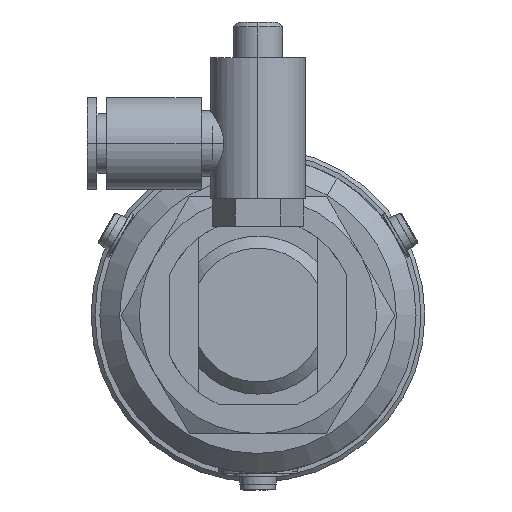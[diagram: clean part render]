
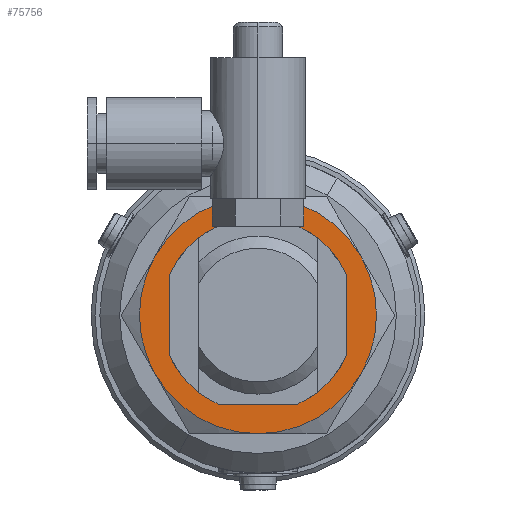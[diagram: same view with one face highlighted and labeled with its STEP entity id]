
A CAD part, front view. The second image highlights one B-rep face of the part: STEP entity #75756.
In plain terms, the highlighted face is planar.
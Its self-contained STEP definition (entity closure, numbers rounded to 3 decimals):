
#26 = ORIENTED_EDGE ( 'NONE', *, *, #63455, .F. ) ;
#4849 = DIRECTION ( 'NONE',  ( 0., 0., 1. ) ) ;
#6166 = CIRCLE ( 'NONE', #43754, 8. ) ;
#7497 = CARTESIAN_POINT ( 'NONE',  ( -12., 0., -8. ) ) ;
#8737 = VERTEX_POINT ( 'NONE', #7497 ) ;
#10958 = DIRECTION ( 'NONE',  ( 0., 0., -1. ) ) ;
#11552 = DIRECTION ( 'NONE',  ( 0., 0., 1. ) ) ;
#11920 = DIRECTION ( 'NONE',  ( 0., 0., 1. ) ) ;
#12899 = VERTEX_POINT ( 'NONE', #66860 ) ;
#12970 = ORIENTED_EDGE ( 'NONE', *, *, #86136, .F. ) ;
#17378 = AXIS2_PLACEMENT_3D ( 'NONE', #59090, #50951, #80448 ) ;
#19338 = CIRCLE ( 'NONE', #42522, 12. ) ;
#20572 = VERTEX_POINT ( 'NONE', #62717 ) ;
#21317 = CARTESIAN_POINT ( 'NONE',  ( 0., 0., -8. ) ) ;
#23081 = DIRECTION ( 'NONE',  ( -1., 0., 0. ) ) ;
#24456 = ORIENTED_EDGE ( 'NONE', *, *, #45839, .F. ) ;
#24526 = DIRECTION ( 'NONE',  ( -1., 0., 0. ) ) ;
#25911 = DIRECTION ( 'NONE',  ( -1., 0., 0. ) ) ;
#26708 = VERTEX_POINT ( 'NONE', #100644 ) ;
#28750 = EDGE_LOOP ( 'NONE', ( #63616, #26, #24456, #63936, #43572, #12970 ) ) ;
#29989 = ORIENTED_EDGE ( 'NONE', *, *, #56601, .T. ) ;
#31608 = DIRECTION ( 'NONE',  ( -1., 0., 0. ) ) ;
#34053 = CIRCLE ( 'NONE', #54210, 12. ) ;
#36812 = EDGE_CURVE ( 'NONE', #117273, #12899, #6166, .T. ) ;
#38133 = AXIS2_PLACEMENT_3D ( 'NONE', #45525, #123338, #25911 ) ;
#41746 = CARTESIAN_POINT ( 'NONE',  ( 0., 0., -8. ) ) ;
#42522 = AXIS2_PLACEMENT_3D ( 'NONE', #122781, #4849, #24526 ) ;
#42938 = EDGE_CURVE ( 'NONE', #125327, #93794, #19338, .T. ) ;
#43442 = FACE_BOUND ( 'NONE', #96965, .T. ) ;
#43572 = ORIENTED_EDGE ( 'NONE', *, *, #42938, .F. ) ;
#43754 = AXIS2_PLACEMENT_3D ( 'NONE', #52338, #122384, #121556 ) ;
#45525 = CARTESIAN_POINT ( 'NONE',  ( 0., 0., -8. ) ) ;
#45839 = EDGE_CURVE ( 'NONE', #46110, #26708, #84836, .T. ) ;
#46024 = CARTESIAN_POINT ( 'NONE',  ( -8., 0., -8. ) ) ;
#46110 = VERTEX_POINT ( 'NONE', #85795 ) ;
#49853 = CARTESIAN_POINT ( 'NONE',  ( 0., 13.856, -8. ) ) ;
#49880 = DIRECTION ( 'NONE',  ( -1., 0., 0. ) ) ;
#50951 = DIRECTION ( 'NONE',  ( 0., 0., 1. ) ) ;
#51589 = DIRECTION ( 'NONE',  ( 0., 0., 1. ) ) ;
#52338 = CARTESIAN_POINT ( 'NONE',  ( 0., 0., -8. ) ) ;
#54210 = AXIS2_PLACEMENT_3D ( 'NONE', #125848, #85291, #95110 ) ;
#56601 = EDGE_CURVE ( 'NONE', #12899, #117273, #59172, .T. ) ;
#59090 = CARTESIAN_POINT ( 'NONE',  ( 0., 0., -8. ) ) ;
#59172 = CIRCLE ( 'NONE', #38133, 8. ) ;
#59687 = AXIS2_PLACEMENT_3D ( 'NONE', #60694, #11552, #23081 ) ;
#60694 = CARTESIAN_POINT ( 'NONE',  ( 0., 0., -8. ) ) ;
#62717 = CARTESIAN_POINT ( 'NONE',  ( -6., -10.392, -8. ) ) ;
#63455 = EDGE_CURVE ( 'NONE', #26708, #8737, #78005, .T. ) ;
#63616 = ORIENTED_EDGE ( 'NONE', *, *, #120907, .F. ) ;
#63936 = ORIENTED_EDGE ( 'NONE', *, *, #93553, .F. ) ;
#66860 = CARTESIAN_POINT ( 'NONE',  ( 8., 0., -8. ) ) ;
#72223 = CARTESIAN_POINT ( 'NONE',  ( 6., -10.392, -8. ) ) ;
#75756 = ADVANCED_FACE ( 'NONE', ( #118173, #43442 ), #80193, .T. ) ;
#75774 = AXIS2_PLACEMENT_3D ( 'NONE', #41746, #51589, #49880 ) ;
#78005 = CIRCLE ( 'NONE', #86248, 12. ) ;
#80193 = PLANE ( 'NONE',  #90336 ) ;
#80448 = DIRECTION ( 'NONE',  ( 1., 0., 0. ) ) ;
#84836 = CIRCLE ( 'NONE', #59687, 12. ) ;
#85291 = DIRECTION ( 'NONE',  ( 0., 0., 1. ) ) ;
#85795 = CARTESIAN_POINT ( 'NONE',  ( 6., 10.392, -8. ) ) ;
#86136 = EDGE_CURVE ( 'NONE', #20572, #125327, #114327, .T. ) ;
#86248 = AXIS2_PLACEMENT_3D ( 'NONE', #21317, #11920, #31608 ) ;
#90336 = AXIS2_PLACEMENT_3D ( 'NONE', #49853, #10958, #118646 ) ;
#93553 = EDGE_CURVE ( 'NONE', #93794, #46110, #123476, .T. ) ;
#93794 = VERTEX_POINT ( 'NONE', #112018 ) ;
#95110 = DIRECTION ( 'NONE',  ( -1., 0., 0. ) ) ;
#96965 = EDGE_LOOP ( 'NONE', ( #29989, #97263 ) ) ;
#97263 = ORIENTED_EDGE ( 'NONE', *, *, #36812, .T. ) ;
#100644 = CARTESIAN_POINT ( 'NONE',  ( -6., 10.392, -8. ) ) ;
#112018 = CARTESIAN_POINT ( 'NONE',  ( 12., 0., -8. ) ) ;
#114327 = CIRCLE ( 'NONE', #75774, 12. ) ;
#117273 = VERTEX_POINT ( 'NONE', #46024 ) ;
#118173 = FACE_OUTER_BOUND ( 'NONE', #28750, .T. ) ;
#118646 = DIRECTION ( 'NONE',  ( -1., 0., 0. ) ) ;
#120907 = EDGE_CURVE ( 'NONE', #8737, #20572, #34053, .T. ) ;
#121556 = DIRECTION ( 'NONE',  ( -1., 0., 0. ) ) ;
#122384 = DIRECTION ( 'NONE',  ( 0., 0., 1. ) ) ;
#122781 = CARTESIAN_POINT ( 'NONE',  ( 0., 0., -8. ) ) ;
#123338 = DIRECTION ( 'NONE',  ( 0., 0., 1. ) ) ;
#123476 = CIRCLE ( 'NONE', #17378, 12. ) ;
#125327 = VERTEX_POINT ( 'NONE', #72223 ) ;
#125848 = CARTESIAN_POINT ( 'NONE',  ( 0., 0., -8. ) ) ;
